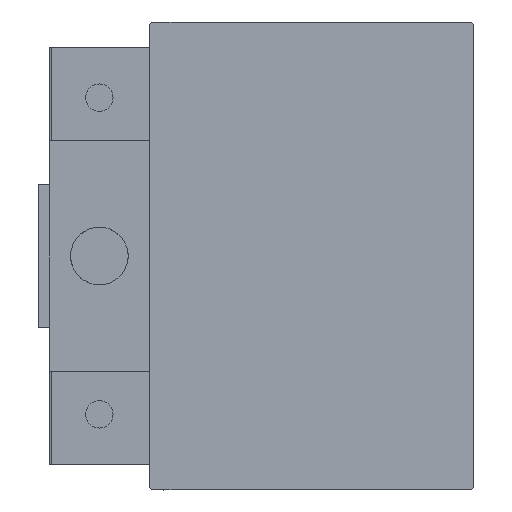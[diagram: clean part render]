
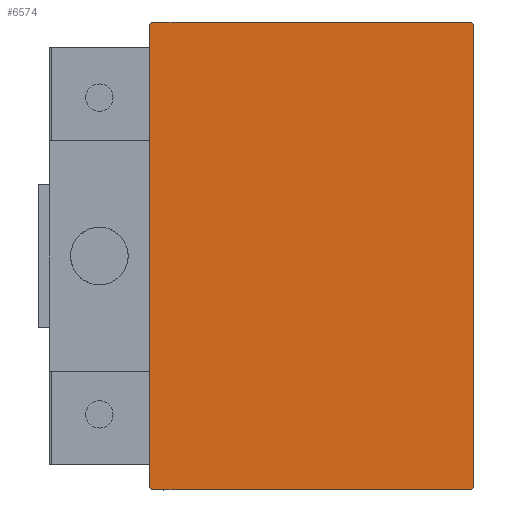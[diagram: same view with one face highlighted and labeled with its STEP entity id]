
A CAD part, left-side view. The second image highlights one B-rep face of the part: STEP entity #6574.
In plain terms, the highlighted face is planar.
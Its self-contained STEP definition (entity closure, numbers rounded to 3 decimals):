
#504 = CARTESIAN_POINT ( 'NONE',  ( 100., 22.5, 32.2 ) ) ;
#872 = LINE ( 'NONE', #16207, #4213 ) ;
#1565 = ORIENTED_EDGE ( 'NONE', *, *, #21945, .T. ) ;
#2617 = EDGE_CURVE ( 'NONE', #50528, #38933, #18760, .T. ) ;
#2944 = CARTESIAN_POINT ( 'NONE',  ( 100., 22.2, -32.5 ) ) ;
#3014 = CARTESIAN_POINT ( 'NONE',  ( 100., 0., 0. ) ) ;
#3667 = ORIENTED_EDGE ( 'NONE', *, *, #29565, .T. ) ;
#4213 = VECTOR ( 'NONE', #8410, 1000. ) ;
#5201 = CARTESIAN_POINT ( 'NONE',  ( 100., -22.2, 32.5 ) ) ;
#5234 = CARTESIAN_POINT ( 'NONE',  ( 100., -27.35, 27.35 ) ) ;
#5324 = CARTESIAN_POINT ( 'NONE',  ( 100., -22.5, 32.2 ) ) ;
#5485 = CARTESIAN_POINT ( 'NONE',  ( 100., 22.5, -32.2 ) ) ;
#6388 = ORIENTED_EDGE ( 'NONE', *, *, #42802, .T. ) ;
#6506 = VECTOR ( 'NONE', #29988, 1000. ) ;
#6574 = ADVANCED_FACE ( 'NONE', ( #14001 ), #22768, .T. ) ;
#7929 = ORIENTED_EDGE ( 'NONE', *, *, #37139, .T. ) ;
#8410 = DIRECTION ( 'NONE',  ( 0., -0.707, 0.707 ) ) ;
#8919 = EDGE_CURVE ( 'NONE', #9594, #33495, #872, .T. ) ;
#9531 = ORIENTED_EDGE ( 'NONE', *, *, #13796, .T. ) ;
#9583 = CARTESIAN_POINT ( 'NONE',  ( 100., -22.2, -32.5 ) ) ;
#9594 = VERTEX_POINT ( 'NONE', #504 ) ;
#9748 = CARTESIAN_POINT ( 'NONE',  ( 100., -22.5, -32.5 ) ) ;
#12459 = CARTESIAN_POINT ( 'NONE',  ( 100., -27.35, -27.35 ) ) ;
#13097 = VECTOR ( 'NONE', #27489, 1000. ) ;
#13636 = LINE ( 'NONE', #36265, #42885 ) ;
#13796 = EDGE_CURVE ( 'NONE', #40131, #50298, #46880, .T. ) ;
#14001 = FACE_OUTER_BOUND ( 'NONE', #30690, .T. ) ;
#14274 = ORIENTED_EDGE ( 'NONE', *, *, #16926, .T. ) ;
#14283 = VERTEX_POINT ( 'NONE', #9583 ) ;
#15289 = VECTOR ( 'NONE', #41602, 1000. ) ;
#16207 = CARTESIAN_POINT ( 'NONE',  ( 100., 27.35, 27.35 ) ) ;
#16926 = EDGE_CURVE ( 'NONE', #38933, #9594, #13636, .T. ) ;
#18760 = LINE ( 'NONE', #34598, #45562 ) ;
#18875 = DIRECTION ( 'NONE',  ( 1., 0., 0. ) ) ;
#21327 = ORIENTED_EDGE ( 'NONE', *, *, #8919, .T. ) ;
#21874 = LINE ( 'NONE', #49653, #15289 ) ;
#21945 = EDGE_CURVE ( 'NONE', #41330, #14283, #43901, .T. ) ;
#22456 = AXIS2_PLACEMENT_3D ( 'NONE', #3014, #18875, #49592 ) ;
#22768 = PLANE ( 'NONE',  #22456 ) ;
#23901 = DIRECTION ( 'NONE',  ( 0., 0.707, -0.707 ) ) ;
#24556 = VECTOR ( 'NONE', #45480, 1000. ) ;
#25779 = DIRECTION ( 'NONE',  ( 0., 0.707, 0.707 ) ) ;
#27489 = DIRECTION ( 'NONE',  ( 0., 0., -1. ) ) ;
#29565 = EDGE_CURVE ( 'NONE', #33495, #40131, #21874, .T. ) ;
#29988 = DIRECTION ( 'NONE',  ( 0., 1., 0. ) ) ;
#30690 = EDGE_LOOP ( 'NONE', ( #6388, #49387, #14274, #21327, #3667, #9531, #7929, #1565 ) ) ;
#32474 = CARTESIAN_POINT ( 'NONE',  ( 100., 22.2, 32.5 ) ) ;
#33495 = VERTEX_POINT ( 'NONE', #32474 ) ;
#34598 = CARTESIAN_POINT ( 'NONE',  ( 100., 27.35, -27.35 ) ) ;
#35564 = LINE ( 'NONE', #51398, #13097 ) ;
#36265 = CARTESIAN_POINT ( 'NONE',  ( 100., 22.5, -32.5 ) ) ;
#36332 = CARTESIAN_POINT ( 'NONE',  ( 100., -22.5, -32.2 ) ) ;
#37139 = EDGE_CURVE ( 'NONE', #50298, #41330, #35564, .T. ) ;
#38933 = VERTEX_POINT ( 'NONE', #5485 ) ;
#40131 = VERTEX_POINT ( 'NONE', #5201 ) ;
#40921 = LINE ( 'NONE', #9748, #6506 ) ;
#41330 = VERTEX_POINT ( 'NONE', #36332 ) ;
#41602 = DIRECTION ( 'NONE',  ( 0., -1., 0. ) ) ;
#42802 = EDGE_CURVE ( 'NONE', #14283, #50528, #40921, .T. ) ;
#42885 = VECTOR ( 'NONE', #48207, 1000. ) ;
#43901 = LINE ( 'NONE', #12459, #44383 ) ;
#44383 = VECTOR ( 'NONE', #23901, 1000. ) ;
#45480 = DIRECTION ( 'NONE',  ( 0., -0.707, -0.707 ) ) ;
#45562 = VECTOR ( 'NONE', #25779, 1000. ) ;
#46880 = LINE ( 'NONE', #5234, #24556 ) ;
#48207 = DIRECTION ( 'NONE',  ( 0., 0., 1. ) ) ;
#49387 = ORIENTED_EDGE ( 'NONE', *, *, #2617, .T. ) ;
#49592 = DIRECTION ( 'NONE',  ( 0., 0., -1. ) ) ;
#49653 = CARTESIAN_POINT ( 'NONE',  ( 100., 22.5, 32.5 ) ) ;
#50298 = VERTEX_POINT ( 'NONE', #5324 ) ;
#50528 = VERTEX_POINT ( 'NONE', #2944 ) ;
#51398 = CARTESIAN_POINT ( 'NONE',  ( 100., -22.5, 32.5 ) ) ;
